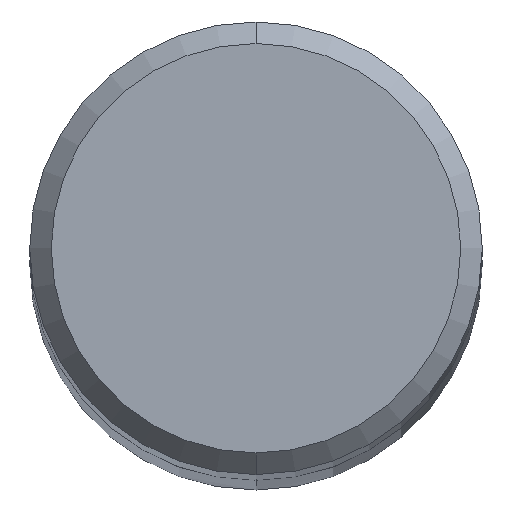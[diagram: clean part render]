
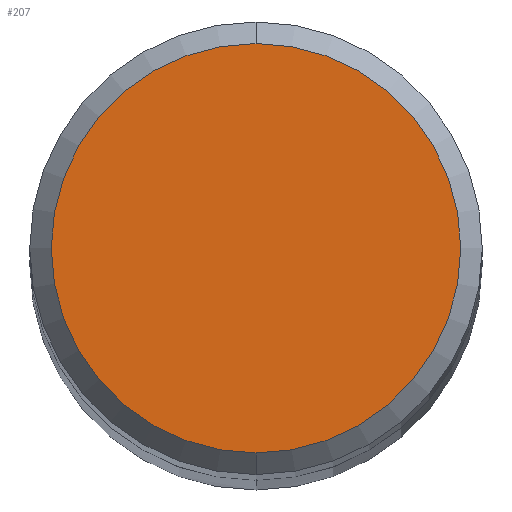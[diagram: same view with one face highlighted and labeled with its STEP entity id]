
A CAD part, top view. The second image highlights one B-rep face of the part: STEP entity #207.
In plain terms, the highlighted planar face has unit normal (0, 0, 1).
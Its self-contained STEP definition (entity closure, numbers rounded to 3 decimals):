
#195=VERTEX_POINT('',#457);
#207=ADVANCED_FACE('',(#469),#470,.T.);
#217=EDGE_CURVE('',#195,#287,#480,.T.);
#287=VERTEX_POINT('',#560);
#309=EDGE_CURVE('',#287,#195,#582,.T.);
#457=CARTESIAN_POINT('',(0.,-5.7,88.0));
#469=FACE_OUTER_BOUND('',#790,.T.);
#470=PLANE('',#791);
#480=CIRCLE('',#803,5.7);
#560=CARTESIAN_POINT('',(0.0,5.7,88.0));
#582=CIRCLE('',#1089,5.7);
#790=EDGE_LOOP('',(#1327,#1328));
#791=AXIS2_PLACEMENT_3D('',#1329,#1330,#1331);
#803=AXIS2_PLACEMENT_3D('',#1335,#1336,#1337);
#1089=AXIS2_PLACEMENT_3D('',#1450,#1451,#1452);
#1327=ORIENTED_EDGE('',*,*,#309,.F.);
#1328=ORIENTED_EDGE('',*,*,#217,.F.);
#1329=CARTESIAN_POINT('',(0.0,2.85,88.0));
#1330=DIRECTION('',(0.0,0.0,1.0));
#1331=DIRECTION('',(0.0,-1.0,0.0));
#1335=CARTESIAN_POINT('',(0.0,0.0,88.0));
#1336=DIRECTION('',(0.0,0.0,-1.0));
#1337=DIRECTION('',(0.0,1.0,0.0));
#1450=CARTESIAN_POINT('',(0.0,0.0,88.0));
#1451=DIRECTION('',(0.0,0.0,-1.0));
#1452=DIRECTION('',(0.0,1.0,0.0));
